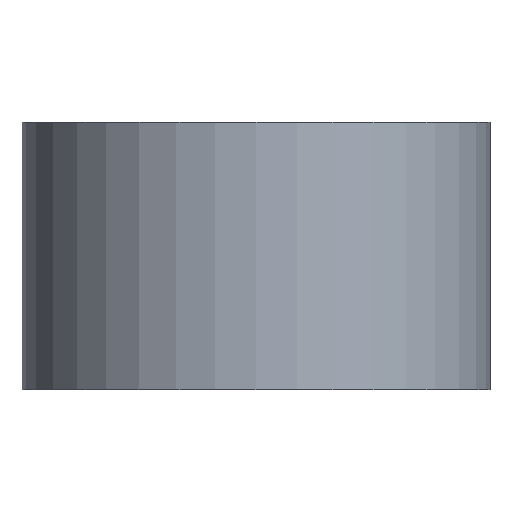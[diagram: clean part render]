
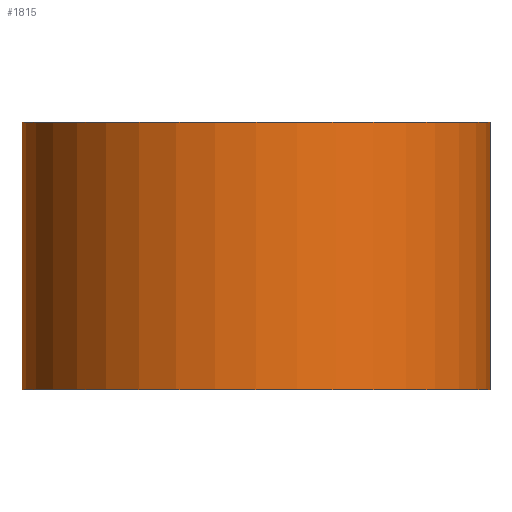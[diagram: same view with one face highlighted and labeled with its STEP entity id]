
A CAD part, front view. The second image highlights one B-rep face of the part: STEP entity #1815.
In plain terms, the highlighted cylindrical face has radius 22.225 mm (diameter 44.45 mm), a partial arc.
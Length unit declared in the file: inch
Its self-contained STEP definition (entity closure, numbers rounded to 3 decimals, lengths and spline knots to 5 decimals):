
#32 = CIRCLE ( 'NONE', #2470, 0.875 ) ;
#51 = CARTESIAN_POINT ( 'NONE',  ( 0., 0., -2.47487 ) ) ;
#219 = DIRECTION ( 'NONE',  ( 0., 0., 1. ) ) ;
#396 = DIRECTION ( 'NONE',  ( 0., 0., -1. ) ) ;
#424 = CARTESIAN_POINT ( 'NONE',  ( 0., 0., 0.0001 ) ) ;
#469 = CIRCLE ( 'NONE', #2597, 0.875 ) ;
#510 = AXIS2_PLACEMENT_3D ( 'NONE', #51, #3549, #1321 ) ;
#614 = VECTOR ( 'NONE', #219, 39.37008 ) ;
#824 = LINE ( 'NONE', #3656, #1622 ) ;
#1243 = VERTEX_POINT ( 'NONE', #1789 ) ;
#1321 = DIRECTION ( 'NONE',  ( 1., 0., 0. ) ) ;
#1329 = FACE_OUTER_BOUND ( 'NONE', #2924, .T. ) ;
#1416 = EDGE_CURVE ( 'NONE', #2339, #3824, #824, .T. ) ;
#1516 = ORIENTED_EDGE ( 'NONE', *, *, #3846, .F. ) ;
#1543 = VERTEX_POINT ( 'NONE', #3698 ) ;
#1622 = VECTOR ( 'NONE', #2427, 39.37008 ) ;
#1785 = CARTESIAN_POINT ( 'NONE',  ( 0.875, 0., -2.47487 ) ) ;
#1789 = CARTESIAN_POINT ( 'NONE',  ( 0.875, 0., 0.0001 ) ) ;
#1815 = ADVANCED_FACE ( 'NONE', ( #1329 ), #3412, .T. ) ;
#1853 = EDGE_CURVE ( 'NONE', #1243, #1543, #3768, .T. ) ;
#2339 = VERTEX_POINT ( 'NONE', #2727 ) ;
#2422 = EDGE_CURVE ( 'NONE', #1243, #2339, #469, .T. ) ;
#2427 = DIRECTION ( 'NONE',  ( 0., 0., 1. ) ) ;
#2428 = ORIENTED_EDGE ( 'NONE', *, *, #2422, .F. ) ;
#2470 = AXIS2_PLACEMENT_3D ( 'NONE', #3623, #3909, #3608 ) ;
#2597 = AXIS2_PLACEMENT_3D ( 'NONE', #424, #396, #3565 ) ;
#2727 = CARTESIAN_POINT ( 'NONE',  ( -0.875, 0., 0.0001 ) ) ;
#2924 = EDGE_LOOP ( 'NONE', ( #3921, #2428, #3190, #1516 ) ) ;
#3190 = ORIENTED_EDGE ( 'NONE', *, *, #1853, .T. ) ;
#3251 = CARTESIAN_POINT ( 'NONE',  ( -0.875, 0., 0.9999 ) ) ;
#3412 = CYLINDRICAL_SURFACE ( 'NONE', #510, 0.875 ) ;
#3549 = DIRECTION ( 'NONE',  ( 0., 0., 1. ) ) ;
#3565 = DIRECTION ( 'NONE',  ( 1., 0., 0. ) ) ;
#3608 = DIRECTION ( 'NONE',  ( 1., 0., 0. ) ) ;
#3623 = CARTESIAN_POINT ( 'NONE',  ( 0., 0., 0.9999 ) ) ;
#3656 = CARTESIAN_POINT ( 'NONE',  ( -0.875, 0., -2.47487 ) ) ;
#3698 = CARTESIAN_POINT ( 'NONE',  ( 0.875, 0., 0.9999 ) ) ;
#3768 = LINE ( 'NONE', #1785, #614 ) ;
#3824 = VERTEX_POINT ( 'NONE', #3251 ) ;
#3846 = EDGE_CURVE ( 'NONE', #3824, #1543, #32, .T. ) ;
#3909 = DIRECTION ( 'NONE',  ( 0., 0., 1. ) ) ;
#3921 = ORIENTED_EDGE ( 'NONE', *, *, #1416, .F. ) ;
